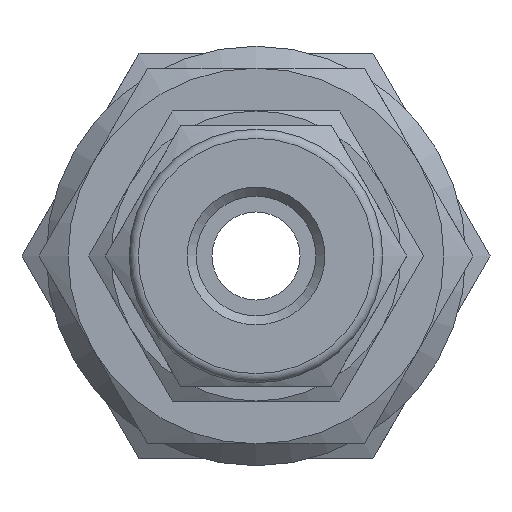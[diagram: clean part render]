
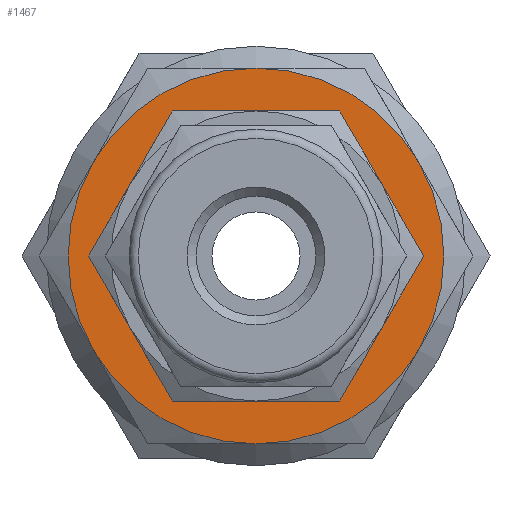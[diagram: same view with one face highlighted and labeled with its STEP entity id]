
A CAD part, left-side view. The second image highlights one B-rep face of the part: STEP entity #1467.
In plain terms, the highlighted planar face has unit normal (-1, 0, 0).
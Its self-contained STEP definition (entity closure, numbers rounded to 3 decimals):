
#83=FACE_BOUND('',#349,.T.);
#107=CIRCLE('',#1560,10.3);
#108=CIRCLE('',#1562,10.3);
#109=CIRCLE('',#1564,10.3);
#110=CIRCLE('',#1566,10.3);
#111=CIRCLE('',#1568,10.3);
#112=CIRCLE('',#1570,10.3);
#139=CIRCLE('',#1635,5.55);
#240=FACE_OUTER_BOUND('',#348,.T.);
#348=EDGE_LOOP('',(#1230,#1231,#1232,#1233,#1234,#1235));
#349=EDGE_LOOP('',(#1236));
#613=VERTEX_POINT('',#2243);
#619=VERTEX_POINT('',#2264);
#623=VERTEX_POINT('',#2282);
#626=VERTEX_POINT('',#2301);
#630=VERTEX_POINT('',#2319);
#633=VERTEX_POINT('',#2336);
#683=VERTEX_POINT('',#2607);
#788=EDGE_CURVE('',#613,#623,#107,.T.);
#789=EDGE_CURVE('',#633,#613,#108,.T.);
#790=EDGE_CURVE('',#630,#633,#109,.T.);
#791=EDGE_CURVE('',#626,#630,#110,.T.);
#792=EDGE_CURVE('',#619,#626,#111,.T.);
#793=EDGE_CURVE('',#623,#619,#112,.T.);
#875=EDGE_CURVE('',#683,#683,#139,.T.);
#1230=ORIENTED_EDGE('',*,*,#791,.F.);
#1231=ORIENTED_EDGE('',*,*,#792,.F.);
#1232=ORIENTED_EDGE('',*,*,#793,.F.);
#1233=ORIENTED_EDGE('',*,*,#788,.F.);
#1234=ORIENTED_EDGE('',*,*,#789,.F.);
#1235=ORIENTED_EDGE('',*,*,#790,.F.);
#1236=ORIENTED_EDGE('',*,*,#875,.T.);
#1389=PLANE('',#1636);
#1467=ADVANCED_FACE('',(#240,#83),#1389,.T.);
#1560=AXIS2_PLACEMENT_3D('',#2356,#1801,#1802);
#1562=AXIS2_PLACEMENT_3D('',#2358,#1805,#1806);
#1564=AXIS2_PLACEMENT_3D('',#2360,#1809,#1810);
#1566=AXIS2_PLACEMENT_3D('',#2362,#1813,#1814);
#1568=AXIS2_PLACEMENT_3D('',#2364,#1817,#1818);
#1570=AXIS2_PLACEMENT_3D('',#2366,#1821,#1822);
#1635=AXIS2_PLACEMENT_3D('',#2608,#1970,#1971);
#1636=AXIS2_PLACEMENT_3D('',#2610,#1973,#1974);
#1801=DIRECTION('center_axis',(1.,0.,0.));
#1802=DIRECTION('ref_axis',(0.,0.,-1.));
#1805=DIRECTION('center_axis',(1.,0.,0.));
#1806=DIRECTION('ref_axis',(0.,0.,-1.));
#1809=DIRECTION('center_axis',(1.,0.,0.));
#1810=DIRECTION('ref_axis',(0.,0.,-1.));
#1813=DIRECTION('center_axis',(1.,0.,0.));
#1814=DIRECTION('ref_axis',(0.,0.,-1.));
#1817=DIRECTION('center_axis',(1.,0.,0.));
#1818=DIRECTION('ref_axis',(0.,0.,-1.));
#1821=DIRECTION('center_axis',(1.,0.,0.));
#1822=DIRECTION('ref_axis',(0.,0.,-1.));
#1970=DIRECTION('center_axis',(1.,0.,0.));
#1971=DIRECTION('ref_axis',(0.,0.,-1.));
#1973=DIRECTION('center_axis',(-1.,0.,0.));
#1974=DIRECTION('ref_axis',(0.,0.,1.));
#2243=CARTESIAN_POINT('',(33.741,-8.92,5.15));
#2264=CARTESIAN_POINT('',(33.741,0.,-10.3));
#2282=CARTESIAN_POINT('',(33.741,-8.92,-5.15));
#2301=CARTESIAN_POINT('',(33.741,8.92,-5.15));
#2319=CARTESIAN_POINT('',(33.741,8.92,5.15));
#2336=CARTESIAN_POINT('',(33.741,0.,10.3));
#2356=CARTESIAN_POINT('Origin',(33.741,0.,0.));
#2358=CARTESIAN_POINT('Origin',(33.741,0.,0.));
#2360=CARTESIAN_POINT('Origin',(33.741,0.,0.));
#2362=CARTESIAN_POINT('Origin',(33.741,0.,0.));
#2364=CARTESIAN_POINT('Origin',(33.741,0.,0.));
#2366=CARTESIAN_POINT('Origin',(33.741,0.,0.));
#2607=CARTESIAN_POINT('',(33.741,-5.55,0.));
#2608=CARTESIAN_POINT('Origin',(33.741,0.,0.));
#2610=CARTESIAN_POINT('Origin',(33.741,10.3,0.));
